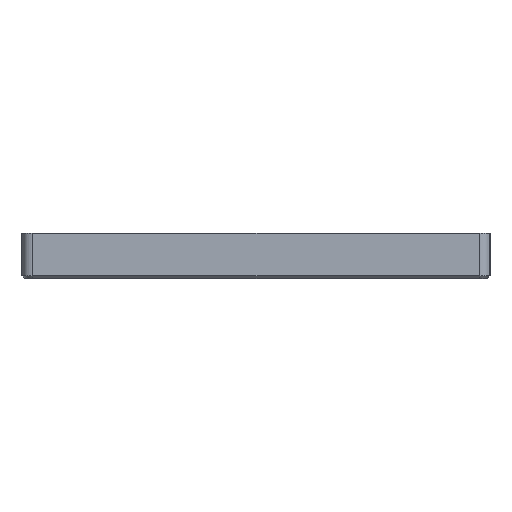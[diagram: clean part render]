
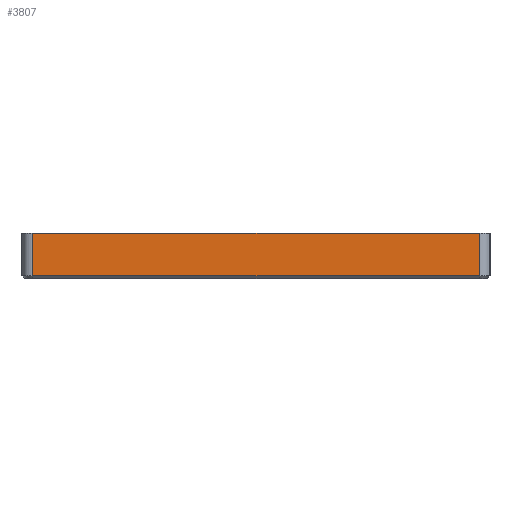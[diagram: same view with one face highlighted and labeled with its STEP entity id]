
A CAD part, left-side view. The second image highlights one B-rep face of the part: STEP entity #3807.
In plain terms, the highlighted planar face has unit normal (-1, 0, 0).
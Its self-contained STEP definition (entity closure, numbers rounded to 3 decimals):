
#489=FACE_OUTER_BOUND('',#698,.T.);
#698=EDGE_LOOP('',(#3213,#3214,#3215,#3216));
#792=LINE('',#5561,#1137);
#798=LINE('',#5582,#1143);
#912=LINE('',#5931,#1257);
#1086=LINE('',#6498,#1431);
#1137=VECTOR('',#4358,10.);
#1143=VECTOR('',#4382,10.);
#1257=VECTOR('',#4644,10.);
#1431=VECTOR('',#5220,10.);
#1479=VERTEX_POINT('',#5551);
#1481=VERTEX_POINT('',#5557);
#1488=VERTEX_POINT('',#5580);
#1627=VERTEX_POINT('',#5928);
#1868=EDGE_CURVE('',#1479,#1481,#792,.T.);
#1879=EDGE_CURVE('',#1488,#1479,#798,.T.);
#2045=EDGE_CURVE('',#1627,#1488,#912,.T.);
#2335=EDGE_CURVE('',#1481,#1627,#1086,.T.);
#3213=ORIENTED_EDGE('',*,*,#1868,.F.);
#3214=ORIENTED_EDGE('',*,*,#1879,.F.);
#3215=ORIENTED_EDGE('',*,*,#2045,.F.);
#3216=ORIENTED_EDGE('',*,*,#2335,.F.);
#3637=PLANE('',#4193);
#3807=ADVANCED_FACE('',(#489),#3637,.T.);
#4193=AXIS2_PLACEMENT_3D('',#6500,#5222,#5223);
#4358=DIRECTION('',(0.,1.,0.));
#4382=DIRECTION('',(0.,0.,-1.));
#4644=DIRECTION('',(0.,-1.,0.));
#5220=DIRECTION('',(0.,0.,1.));
#5222=DIRECTION('center_axis',(-1.,0.,0.));
#5223=DIRECTION('ref_axis',(0.,1.,0.));
#5551=CARTESIAN_POINT('',(-14.85,-109.1,-5.15));
#5557=CARTESIAN_POINT('',(-14.85,13.85,-5.15));
#5561=CARTESIAN_POINT('',(-14.85,-79.863,-5.15));
#5580=CARTESIAN_POINT('',(-14.85,-109.1,6.6));
#5582=CARTESIAN_POINT('',(-14.85,-109.1,6.6));
#5928=CARTESIAN_POINT('',(-14.85,13.85,6.6));
#5931=CARTESIAN_POINT('',(-14.85,16.85,6.6));
#6498=CARTESIAN_POINT('',(-14.85,13.85,6.6));
#6500=CARTESIAN_POINT('Origin',(-14.85,-112.1,6.6));
